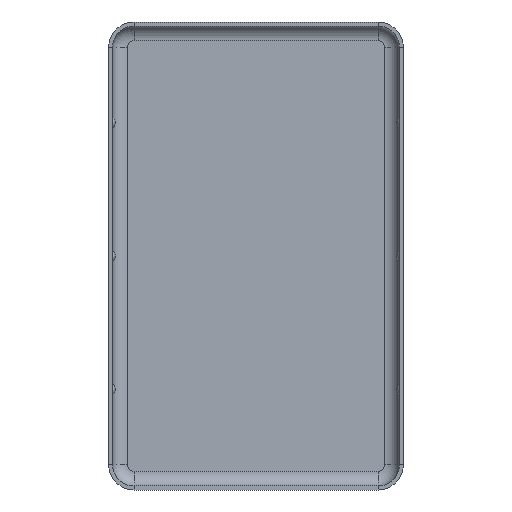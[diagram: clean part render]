
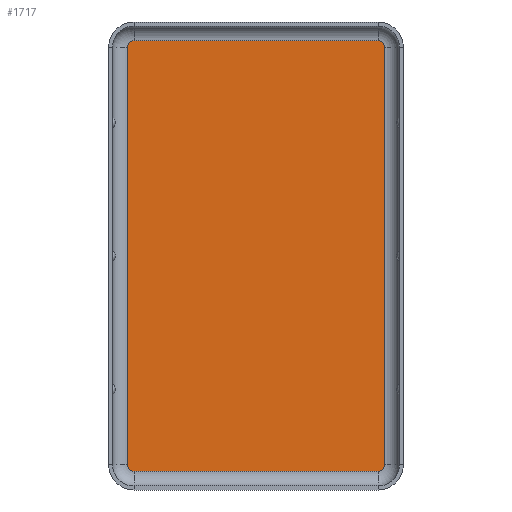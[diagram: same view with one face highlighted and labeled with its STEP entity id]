
A CAD part, front view. The second image highlights one B-rep face of the part: STEP entity #1717.
In plain terms, the highlighted planar face has unit normal (0, -1, 0).
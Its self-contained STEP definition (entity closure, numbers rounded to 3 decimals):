
#8 = ORIENTED_EDGE ( 'NONE', *, *, #573, .T. ) ;
#11 = ORIENTED_EDGE ( 'NONE', *, *, #1350, .T. ) ;
#48 = ORIENTED_EDGE ( 'NONE', *, *, #435, .F. ) ;
#93 = CARTESIAN_POINT ( 'NONE',  ( -9.65, 0., 0. ) ) ;
#132 = CARTESIAN_POINT ( 'NONE',  ( -9.15, 0., -15.65 ) ) ;
#175 = LINE ( 'NONE', #93, #1079 ) ;
#188 = VERTEX_POINT ( 'NONE', #1755 ) ;
#203 = DIRECTION ( 'NONE',  ( 0., 0., -1. ) ) ;
#217 = CARTESIAN_POINT ( 'NONE',  ( -9.65, 0., -15.65 ) ) ;
#223 = FACE_OUTER_BOUND ( 'NONE', #597, .T. ) ;
#235 = DIRECTION ( 'NONE',  ( 0., 1., 0. ) ) ;
#247 = EDGE_CURVE ( 'NONE', #1426, #1679, #839, .T. ) ;
#256 = DIRECTION ( 'NONE',  ( 0., 0., -1. ) ) ;
#265 = DIRECTION ( 'NONE',  ( 0., -1., 0. ) ) ;
#266 = ORIENTED_EDGE ( 'NONE', *, *, #1747, .F. ) ;
#306 = VERTEX_POINT ( 'NONE', #895 ) ;
#333 = DIRECTION ( 'NONE',  ( 0., -1., 0. ) ) ;
#382 = LINE ( 'NONE', #403, #1242 ) ;
#403 = CARTESIAN_POINT ( 'NONE',  ( 9.65, 0., 0. ) ) ;
#417 = CARTESIAN_POINT ( 'NONE',  ( 9.15, 0., -15.65 ) ) ;
#431 = DIRECTION ( 'NONE',  ( 0., 0., 1. ) ) ;
#435 = EDGE_CURVE ( 'NONE', #987, #1034, #1296, .T. ) ;
#470 = CIRCLE ( 'NONE', #1615, 0.5 ) ;
#476 = CARTESIAN_POINT ( 'NONE',  ( 9.15, 0., 16.15 ) ) ;
#525 = DIRECTION ( 'NONE',  ( 0., 0., 1. ) ) ;
#573 = EDGE_CURVE ( 'NONE', #188, #1067, #175, .T. ) ;
#597 = EDGE_LOOP ( 'NONE', ( #1308, #48, #266, #1007, #798, #686, #8, #11 ) ) ;
#610 = DIRECTION ( 'NONE',  ( -1., 0., 0. ) ) ;
#621 = VERTEX_POINT ( 'NONE', #677 ) ;
#637 = CARTESIAN_POINT ( 'NONE',  ( 9.15, 0., 15.65 ) ) ;
#654 = AXIS2_PLACEMENT_3D ( 'NONE', #637, #333, #203 ) ;
#677 = CARTESIAN_POINT ( 'NONE',  ( -9.15, 0., -16.15 ) ) ;
#679 = CARTESIAN_POINT ( 'NONE',  ( -9.15, 0., 15.65 ) ) ;
#686 = ORIENTED_EDGE ( 'NONE', *, *, #1254, .F. ) ;
#785 = CARTESIAN_POINT ( 'NONE',  ( -9.15, 0., 16.15 ) ) ;
#798 = ORIENTED_EDGE ( 'NONE', *, *, #247, .T. ) ;
#815 = AXIS2_PLACEMENT_3D ( 'NONE', #1393, #235, #525 ) ;
#839 = LINE ( 'NONE', #476, #1341 ) ;
#895 = CARTESIAN_POINT ( 'NONE',  ( 9.65, 0., 15.65 ) ) ;
#954 = EDGE_CURVE ( 'NONE', #306, #1426, #1199, .T. ) ;
#987 = VERTEX_POINT ( 'NONE', #1346 ) ;
#999 = CARTESIAN_POINT ( 'NONE',  ( 9.15, 0., 16.15 ) ) ;
#1007 = ORIENTED_EDGE ( 'NONE', *, *, #954, .T. ) ;
#1034 = VERTEX_POINT ( 'NONE', #1061 ) ;
#1061 = CARTESIAN_POINT ( 'NONE',  ( 9.15, 0., -16.15 ) ) ;
#1067 = VERTEX_POINT ( 'NONE', #217 ) ;
#1079 = VECTOR ( 'NONE', #1815, 1000. ) ;
#1099 = EDGE_CURVE ( 'NONE', #1034, #621, #1771, .T. ) ;
#1149 = AXIS2_PLACEMENT_3D ( 'NONE', #417, #265, #1279 ) ;
#1155 = CIRCLE ( 'NONE', #1767, 0.5 ) ;
#1163 = DIRECTION ( 'NONE',  ( 0., -1., 0. ) ) ;
#1199 = CIRCLE ( 'NONE', #654, 0.5 ) ;
#1231 = DIRECTION ( 'NONE',  ( -1., 0., 0. ) ) ;
#1234 = PLANE ( 'NONE',  #1149 ) ;
#1242 = VECTOR ( 'NONE', #256, 1000. ) ;
#1254 = EDGE_CURVE ( 'NONE', #188, #1679, #470, .T. ) ;
#1279 = DIRECTION ( 'NONE',  ( 0., 0., -1. ) ) ;
#1296 = CIRCLE ( 'NONE', #815, 0.5 ) ;
#1308 = ORIENTED_EDGE ( 'NONE', *, *, #1099, .F. ) ;
#1341 = VECTOR ( 'NONE', #610, 1000. ) ;
#1346 = CARTESIAN_POINT ( 'NONE',  ( 9.65, 0., -15.65 ) ) ;
#1350 = EDGE_CURVE ( 'NONE', #1067, #621, #1155, .T. ) ;
#1393 = CARTESIAN_POINT ( 'NONE',  ( 9.15, 0., -15.65 ) ) ;
#1405 = VECTOR ( 'NONE', #1231, 1000. ) ;
#1426 = VERTEX_POINT ( 'NONE', #999 ) ;
#1547 = DIRECTION ( 'NONE',  ( 0., 1., 0. ) ) ;
#1615 = AXIS2_PLACEMENT_3D ( 'NONE', #679, #1547, #1701 ) ;
#1679 = VERTEX_POINT ( 'NONE', #785 ) ;
#1701 = DIRECTION ( 'NONE',  ( 0., 0., -1. ) ) ;
#1717 = ADVANCED_FACE ( 'NONE', ( #223 ), #1234, .T. ) ;
#1747 = EDGE_CURVE ( 'NONE', #306, #987, #382, .T. ) ;
#1755 = CARTESIAN_POINT ( 'NONE',  ( -9.65, 0., 15.65 ) ) ;
#1767 = AXIS2_PLACEMENT_3D ( 'NONE', #132, #1163, #431 ) ;
#1771 = LINE ( 'NONE', #1785, #1405 ) ;
#1785 = CARTESIAN_POINT ( 'NONE',  ( 9.15, 0., -16.15 ) ) ;
#1815 = DIRECTION ( 'NONE',  ( 0., 0., -1. ) ) ;
